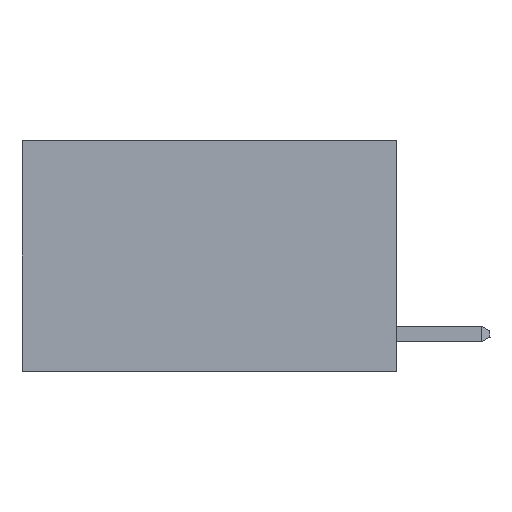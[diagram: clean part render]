
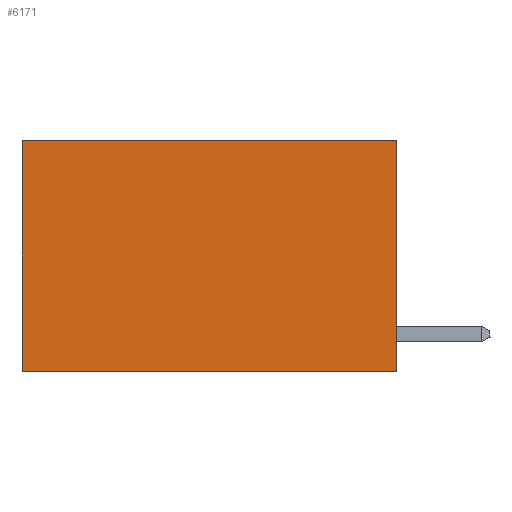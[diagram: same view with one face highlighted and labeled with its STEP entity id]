
A CAD part, left-side view. The second image highlights one B-rep face of the part: STEP entity #6171.
In plain terms, the highlighted planar face has unit normal (-1, 0, 0).
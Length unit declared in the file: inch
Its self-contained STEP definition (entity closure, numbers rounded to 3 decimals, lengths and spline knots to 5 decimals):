
#115 = LINE ( 'NONE', #4694, #5789 ) ;
#396 = ORIENTED_EDGE ( 'NONE', *, *, #4270, .T. ) ;
#924 = LINE ( 'NONE', #3908, #6319 ) ;
#1096 = VERTEX_POINT ( 'NONE', #1561 ) ;
#1247 = VECTOR ( 'NONE', #5229, 39.37008 ) ;
#1561 = CARTESIAN_POINT ( 'NONE',  ( 0.2625, 0., -0.37 ) ) ;
#2224 = CARTESIAN_POINT ( 'NONE',  ( 0.2625, 0., 0. ) ) ;
#3107 = AXIS2_PLACEMENT_3D ( 'NONE', #3965, #4720, #8503 ) ;
#3207 = DIRECTION ( 'NONE',  ( 0., 0., -1. ) ) ;
#3485 = ORIENTED_EDGE ( 'NONE', *, *, #6707, .F. ) ;
#3616 = VERTEX_POINT ( 'NONE', #6660 ) ;
#3908 = CARTESIAN_POINT ( 'NONE',  ( 0.2625, 0., 0. ) ) ;
#3965 = CARTESIAN_POINT ( 'NONE',  ( 0.2625, 0., 0. ) ) ;
#3973 = EDGE_CURVE ( 'NONE', #1096, #7085, #7836, .T. ) ;
#4270 = EDGE_CURVE ( 'NONE', #7070, #3616, #9001, .T. ) ;
#4669 = PLANE ( 'NONE',  #3107 ) ;
#4694 = CARTESIAN_POINT ( 'NONE',  ( 0.2625, 0.6, 0. ) ) ;
#4720 = DIRECTION ( 'NONE',  ( 1., 0., 0. ) ) ;
#5229 = DIRECTION ( 'NONE',  ( 0., 1., 0. ) ) ;
#5627 = CARTESIAN_POINT ( 'NONE',  ( 0.2625, 0., -0.37 ) ) ;
#5789 = VECTOR ( 'NONE', #7743, 39.37008 ) ;
#6171 = ADVANCED_FACE ( 'NONE', ( #7660 ), #4669, .F. ) ;
#6319 = VECTOR ( 'NONE', #3207, 39.37008 ) ;
#6660 = CARTESIAN_POINT ( 'NONE',  ( 0.2625, 0.6, 0. ) ) ;
#6707 = EDGE_CURVE ( 'NONE', #7070, #1096, #924, .T. ) ;
#6936 = CARTESIAN_POINT ( 'NONE',  ( 0.2625, 0.6, -0.37 ) ) ;
#7070 = VERTEX_POINT ( 'NONE', #9166 ) ;
#7078 = EDGE_LOOP ( 'NONE', ( #7354, #9682, #3485, #396 ) ) ;
#7085 = VERTEX_POINT ( 'NONE', #6936 ) ;
#7182 = EDGE_CURVE ( 'NONE', #3616, #7085, #115, .T. ) ;
#7354 = ORIENTED_EDGE ( 'NONE', *, *, #7182, .T. ) ;
#7660 = FACE_OUTER_BOUND ( 'NONE', #7078, .T. ) ;
#7743 = DIRECTION ( 'NONE',  ( 0., 0., -1. ) ) ;
#7836 = LINE ( 'NONE', #5627, #8515 ) ;
#8503 = DIRECTION ( 'NONE',  ( 0., 0., -1. ) ) ;
#8515 = VECTOR ( 'NONE', #8678, 39.37008 ) ;
#8678 = DIRECTION ( 'NONE',  ( 0., 1., 0. ) ) ;
#9001 = LINE ( 'NONE', #2224, #1247 ) ;
#9166 = CARTESIAN_POINT ( 'NONE',  ( 0.2625, 0., 0. ) ) ;
#9682 = ORIENTED_EDGE ( 'NONE', *, *, #3973, .F. ) ;
